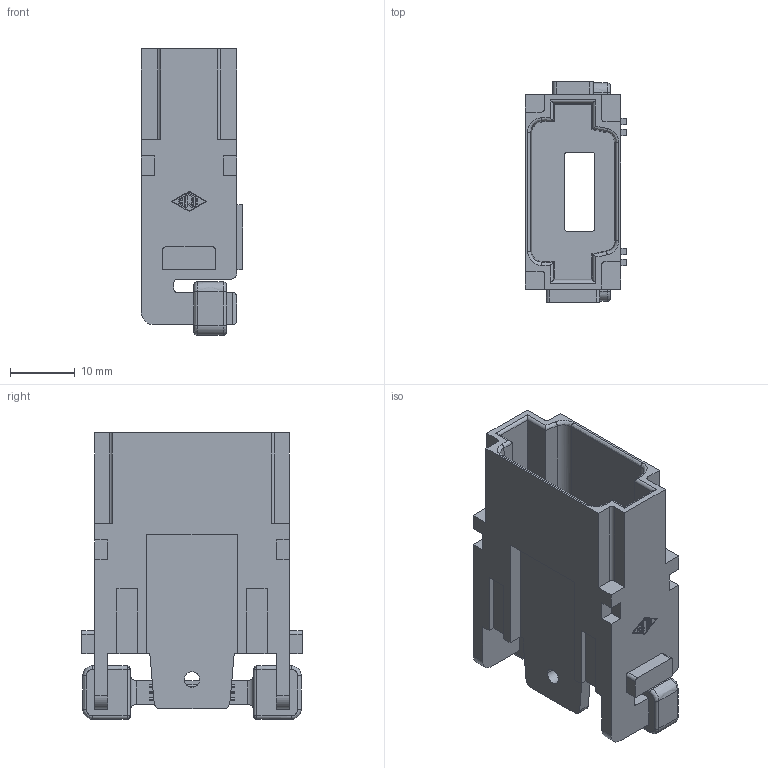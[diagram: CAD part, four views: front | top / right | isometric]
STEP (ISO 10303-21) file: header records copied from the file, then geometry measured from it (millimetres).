
FILE_DESCRIPTION(('CoCreate Modeling STEP Export'),'2;1');
FILE_NAME('CX 01 UM.stp','2009-02-03T11:46:28',(''),(''),'CoCreate Modeling STEP processor for AP214 (Solid Model)','CoCreate Modeling 16.00A 16-Aug-2008 (C) Parametric Technology GmbH','');
FILE_SCHEMA(('AUTOMOTIVE_DESIGN { 1 0 10303 214 1 1 1 1 }'));
Length unit declared in the file: millimetre
Products named in the file (2): CX_01_UM
Assembly tree (1 placements, depth 2):
  CX_01_UM
    CX_01_UM
Bounding box: 15.6 x 34 x 44.1 mm (x, y, z)
Volume: 8053.7 mm3; surface area: 7410.4 mm2
Topology: 1 solids, 1 shells, 332 faces, 898 edges, 581 vertices
Faces by surface type: plane 202, cylinder 72, bspline 54, sphere 2, torus 2
Entity records: 19240 total; most frequent: CARTESIAN_POINT 9204, ORIENTED_EDGE 1792, DIRECTION 1352, EDGE_CURVE 896, VECTOR 606, LINE 606, VERTEX_POINT 581, AXIS2_PLACEMENT_3D 373
